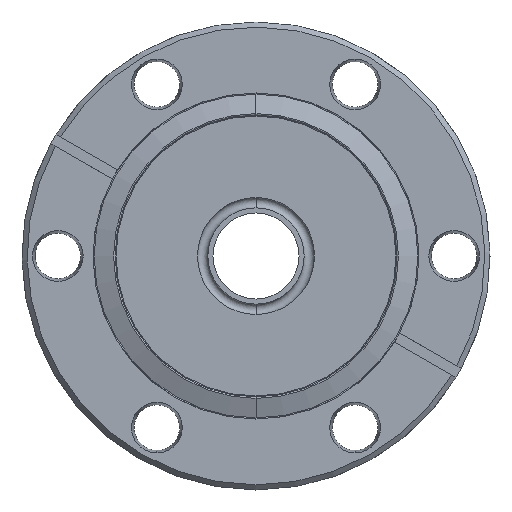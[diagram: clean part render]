
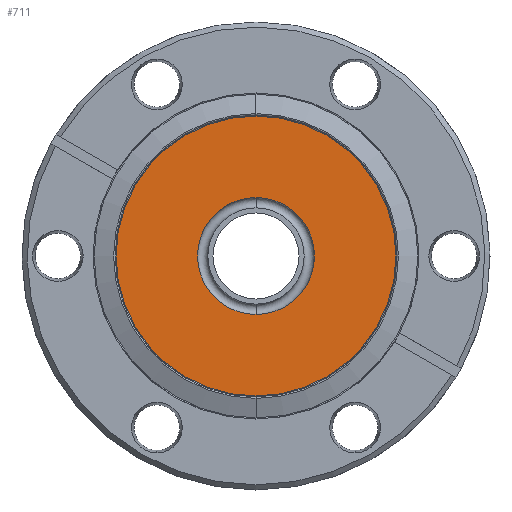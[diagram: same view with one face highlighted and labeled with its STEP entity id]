
A CAD part, left-side view. The second image highlights one B-rep face of the part: STEP entity #711.
In plain terms, the highlighted planar face has unit normal (-1, 0, 0).
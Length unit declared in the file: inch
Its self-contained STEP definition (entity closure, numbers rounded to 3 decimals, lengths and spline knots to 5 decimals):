
#33 = EDGE_CURVE ( 'NONE', #1107, #1232, #1285, .T. ) ;
#46 = DIRECTION ( 'NONE',  ( -1., 0., 0. ) ) ;
#120 = CARTESIAN_POINT ( 'NONE',  ( 0.051, 0., 0. ) ) ;
#210 = PLANE ( 'NONE',  #1493 ) ;
#224 = CARTESIAN_POINT ( 'NONE',  ( 0.051, 0., 0. ) ) ;
#243 = AXIS2_PLACEMENT_3D ( 'NONE', #120, #1685, #566 ) ;
#246 = AXIS2_PLACEMENT_3D ( 'NONE', #727, #252, #591 ) ;
#252 = DIRECTION ( 'NONE',  ( -1., 0., 0. ) ) ;
#301 = VERTEX_POINT ( 'NONE', #1858 ) ;
#371 = EDGE_CURVE ( 'NONE', #948, #301, #558, .T. ) ;
#486 = DIRECTION ( 'NONE',  ( 0., 0., -1. ) ) ;
#525 = EDGE_LOOP ( 'NONE', ( #1818, #939 ) ) ;
#558 = CIRCLE ( 'NONE', #1169, 0.341 ) ;
#566 = DIRECTION ( 'NONE',  ( 0., 0., -1. ) ) ;
#591 = DIRECTION ( 'NONE',  ( 0., 0., 1. ) ) ;
#671 = DIRECTION ( 'NONE',  ( 1., 0., 0. ) ) ;
#677 = DIRECTION ( 'NONE',  ( 0., 0., 1. ) ) ;
#708 = CIRCLE ( 'NONE', #246, 0.341 ) ;
#711 = ADVANCED_FACE ( 'NONE', ( #844, #1812 ), #210, .F. ) ;
#727 = CARTESIAN_POINT ( 'NONE',  ( 0.051, 0., 0. ) ) ;
#817 = EDGE_CURVE ( 'NONE', #301, #948, #708, .T. ) ;
#844 = FACE_OUTER_BOUND ( 'NONE', #1073, .T. ) ;
#891 = CARTESIAN_POINT ( 'NONE',  ( 0.051, 0., 0.8164 ) ) ;
#939 = ORIENTED_EDGE ( 'NONE', *, *, #817, .F. ) ;
#948 = VERTEX_POINT ( 'NONE', #1462 ) ;
#1073 = EDGE_LOOP ( 'NONE', ( #1264, #2044 ) ) ;
#1100 = AXIS2_PLACEMENT_3D ( 'NONE', #1904, #2093, #486 ) ;
#1107 = VERTEX_POINT ( 'NONE', #1472 ) ;
#1169 = AXIS2_PLACEMENT_3D ( 'NONE', #224, #46, #677 ) ;
#1232 = VERTEX_POINT ( 'NONE', #891 ) ;
#1264 = ORIENTED_EDGE ( 'NONE', *, *, #33, .T. ) ;
#1285 = CIRCLE ( 'NONE', #243, 0.8164 ) ;
#1374 = CARTESIAN_POINT ( 'NONE',  ( 0.051, 0.82059, 0. ) ) ;
#1462 = CARTESIAN_POINT ( 'NONE',  ( 0.051, 0., 0.341 ) ) ;
#1472 = CARTESIAN_POINT ( 'NONE',  ( 0.051, 0., -0.8164 ) ) ;
#1493 = AXIS2_PLACEMENT_3D ( 'NONE', #1374, #671, #1821 ) ;
#1685 = DIRECTION ( 'NONE',  ( -1., 0., 0. ) ) ;
#1742 = EDGE_CURVE ( 'NONE', #1232, #1107, #2021, .T. ) ;
#1812 = FACE_BOUND ( 'NONE', #525, .T. ) ;
#1818 = ORIENTED_EDGE ( 'NONE', *, *, #371, .F. ) ;
#1821 = DIRECTION ( 'NONE',  ( 0., 0., -1. ) ) ;
#1858 = CARTESIAN_POINT ( 'NONE',  ( 0.051, 0., -0.341 ) ) ;
#1904 = CARTESIAN_POINT ( 'NONE',  ( 0.051, 0., 0. ) ) ;
#2021 = CIRCLE ( 'NONE', #1100, 0.8164 ) ;
#2044 = ORIENTED_EDGE ( 'NONE', *, *, #1742, .T. ) ;
#2093 = DIRECTION ( 'NONE',  ( -1., 0., 0. ) ) ;
